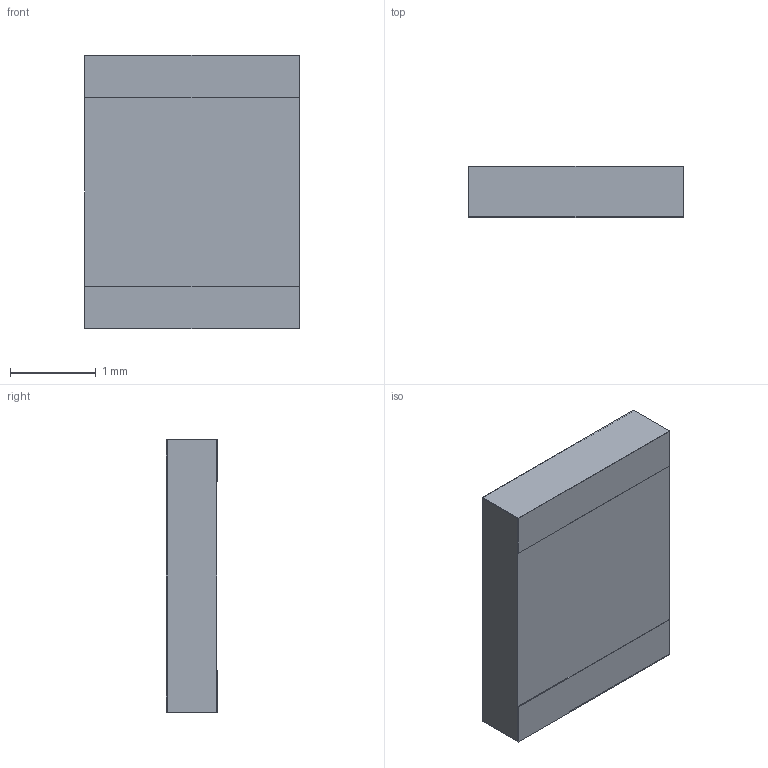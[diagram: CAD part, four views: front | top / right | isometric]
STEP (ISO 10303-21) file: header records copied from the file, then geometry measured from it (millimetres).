
FILE_DESCRIPTION (( 'STEP AP214' ), '1' );
FILE_NAME ('L1210.STEP', '2020-12-30T07:39:16', ( '' ), ( '' ), 'SwSTEP 2.0', 'SolidWorks 2019', '' );
FILE_SCHEMA (( 'AUTOMOTIVE_DESIGN' ));
Length unit declared in the file: millimetre
Products named in the file (2): L1210; L1210_1210
Assembly tree (1 placements, depth 2):
  L1210
    L1210_1210
Bounding box: 2.5 x 0.6 x 3.2 mm (x, y, z)
Volume: 4.7 mm3; surface area: 49.3 mm2
Topology: 4 solids, 4 shells, 89 faces, 225 edges, 150 vertices
Faces by surface type: plane 66, bspline 23
Entity records: 4417 total; most frequent: CARTESIAN_POINT 1883, ORIENTED_EDGE 450, DIRECTION 319, EDGE_CURVE 225, LINE 179, VECTOR 179, VERTEX_POINT 150, EDGE_LOOP 95
